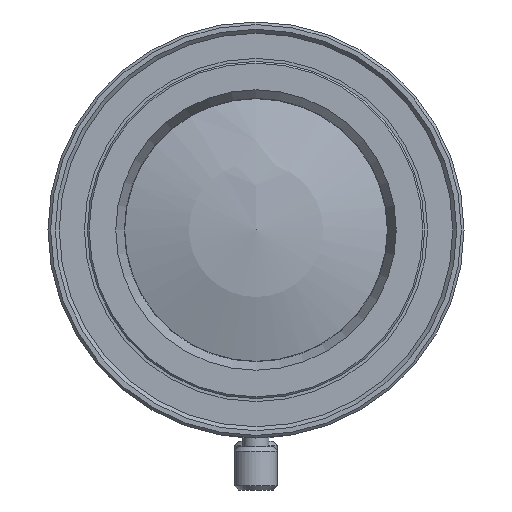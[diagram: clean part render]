
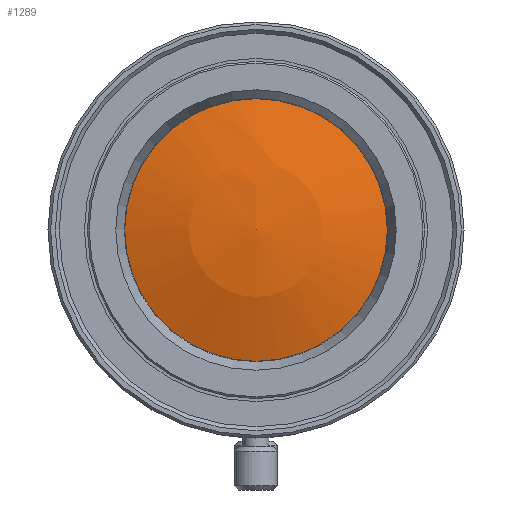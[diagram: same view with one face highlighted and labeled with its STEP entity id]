
A CAD part, front view. The second image highlights one B-rep face of the part: STEP entity #1289.
In plain terms, the highlighted spherical face has radius 45.661 mm.
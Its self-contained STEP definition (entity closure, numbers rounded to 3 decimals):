
#21=SPHERICAL_SURFACE('',#1432,45.661);
#202=ORIENTED_EDGE('',*,*,#225,.T.);
#225=EDGE_CURVE('',#295,#295,#362,.T.);
#295=VERTEX_POINT('',#1801);
#362=CIRCLE('',#1331,15.25);
#549=EDGE_LOOP('',(#202));
#689=FACE_BOUND('',#549,.T.);
#1289=ADVANCED_FACE('',(#689),#21,.T.);
#1331=AXIS2_PLACEMENT_3D('',#1800,#1506,#1507);
#1432=AXIS2_PLACEMENT_3D('',#1952,#1708,#1709);
#1506=DIRECTION('',(0.,-1.,0.));
#1507=DIRECTION('',(1.,0.,0.));
#1708=DIRECTION('',(0.,-1.,0.));
#1709=DIRECTION('',(0.,0.,1.));
#1800=CARTESIAN_POINT('',(0.,8.588,0.));
#1801=CARTESIAN_POINT('',(15.25,8.588,0.));
#1952=CARTESIAN_POINT('',(0.,51.627,0.));
